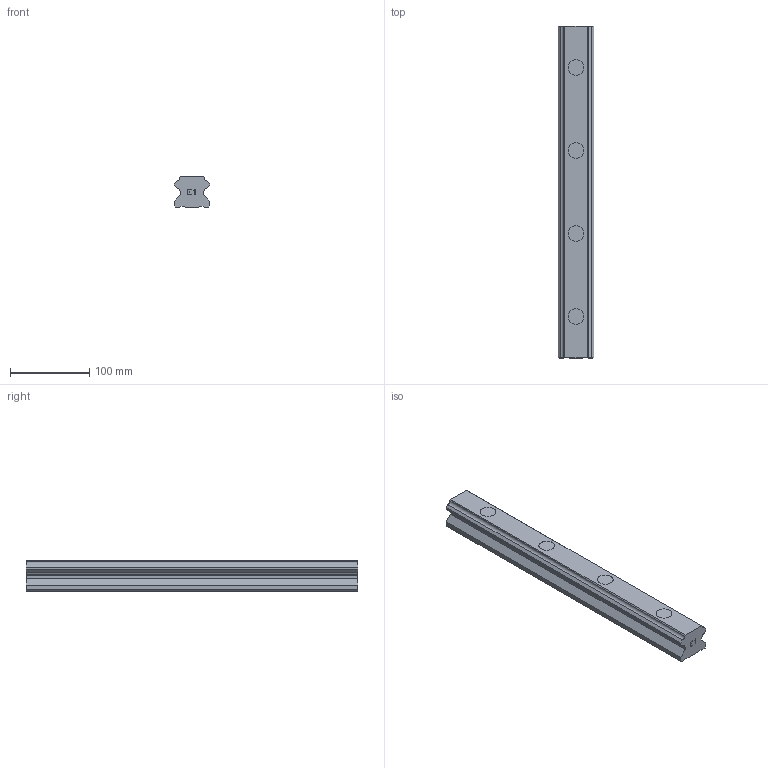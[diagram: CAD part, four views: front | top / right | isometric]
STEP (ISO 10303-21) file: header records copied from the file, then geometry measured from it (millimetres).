
FILE_DESCRIPTION(('STEP AP214'),'1');
FILE_NAME('cctmp_3E010FD5-89AA-4D6D-8D2A-9E1214341A3B_2020_10_29_11_3_24_675..stp','2020-10-29T10:03:24',('HIWIN GmbH'),('CADClick - www.CADClick.com'),'Spatial InterOp 3D',' ','unknown authorization');
FILE_SCHEMA(('AUTOMOTIVE_DESIGN'));
Length unit declared in the file: millimetre
Products named in the file (1): HGR45R420H_FILE
Bounding box: 45 x 420 x 38 mm (x, y, z)
Volume: 564981 mm3; surface area: 83900.3 mm2
Topology: 1 solids, 1 shells, 133 faces, 345 edges, 230 vertices
Faces by surface type: plane 105, cylinder 28
Entity records: 5123 total; most frequent: CARTESIAN_POINT 709, ORIENTED_EDGE 690, DIRECTION 669, EDGE_CURVE 345, LINE 289, VECTOR 289, VERTEX_POINT 230, AXIS2_PLACEMENT_3D 190
